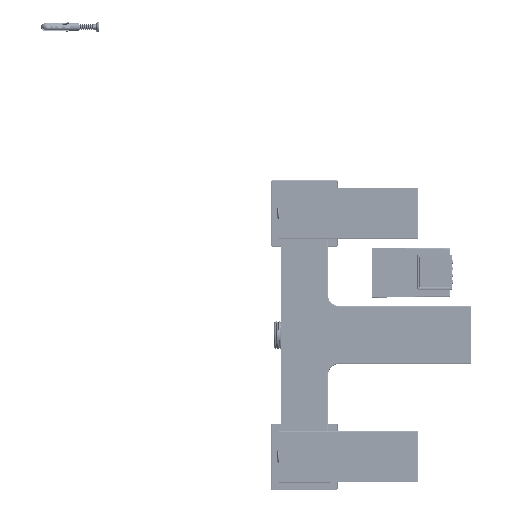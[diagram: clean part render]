
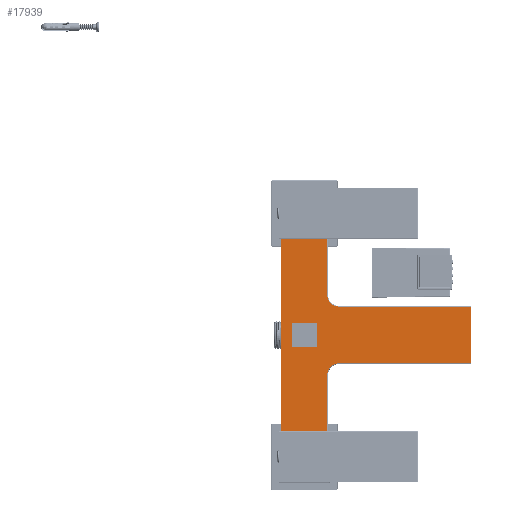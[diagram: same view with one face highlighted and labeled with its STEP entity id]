
A CAD part, top view. The second image highlights one B-rep face of the part: STEP entity #17939.
In plain terms, the highlighted planar face has unit normal (0, 0, 1).
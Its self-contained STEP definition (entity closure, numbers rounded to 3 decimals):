
#1473=PLANE('',#64454);
#4039=LINE('',#104937,#7790);
#4079=LINE('',#105270,#7830);
#4083=LINE('',#105287,#7834);
#4096=LINE('',#105320,#7847);
#4097=LINE('',#105324,#7848);
#4098=LINE('',#105326,#7849);
#4099=LINE('',#105328,#7850);
#4100=LINE('',#105332,#7851);
#7790=VECTOR('',#74340,1.);
#7830=VECTOR('',#74488,1.);
#7834=VECTOR('',#74504,1.);
#7847=VECTOR('',#74529,1.);
#7848=VECTOR('',#74532,1.);
#7849=VECTOR('',#74533,1.);
#7850=VECTOR('',#74534,1.);
#7851=VECTOR('',#74537,1.);
#11691=CIRCLE('',#64451,7.2);
#11692=CIRCLE('',#64452,8.5);
#11693=CIRCLE('',#64453,8.5);
#15133=FACE_BOUND('',#25049,.T.);
#15134=FACE_BOUND('',#25050,.T.);
#17939=ADVANCED_FACE('',(#15133,#15134),#1473,.F.);
#25049=EDGE_LOOP('',(#37242));
#25050=EDGE_LOOP('',(#37243,#37244,#37245,#37246,#37247,#37248,#37249,#37250,
#37251,#37252));
#37242=ORIENTED_EDGE('',*,*,#56883,.T.);
#37243=ORIENTED_EDGE('',*,*,#56780,.T.);
#37244=ORIENTED_EDGE('',*,*,#56869,.T.);
#37245=ORIENTED_EDGE('',*,*,#56884,.T.);
#37246=ORIENTED_EDGE('',*,*,#56885,.T.);
#37247=ORIENTED_EDGE('',*,*,#56886,.T.);
#37248=ORIENTED_EDGE('',*,*,#56887,.T.);
#37249=ORIENTED_EDGE('',*,*,#56888,.T.);
#37250=ORIENTED_EDGE('',*,*,#56889,.T.);
#37251=ORIENTED_EDGE('',*,*,#56890,.T.);
#37252=ORIENTED_EDGE('',*,*,#56860,.F.);
#49811=VERTEX_POINT('',#104935);
#49813=VERTEX_POINT('',#104938);
#49879=VERTEX_POINT('',#105271);
#49885=VERTEX_POINT('',#105286);
#49899=VERTEX_POINT('',#105319);
#49900=VERTEX_POINT('',#105321);
#49901=VERTEX_POINT('',#105323);
#49902=VERTEX_POINT('',#105325);
#49903=VERTEX_POINT('',#105327);
#49904=VERTEX_POINT('',#105329);
#49905=VERTEX_POINT('',#105331);
#56780=EDGE_CURVE('',#49813,#49811,#4039,.T.);
#56860=EDGE_CURVE('',#49813,#49879,#4079,.T.);
#56869=EDGE_CURVE('',#49811,#49885,#4083,.T.);
#56883=EDGE_CURVE('',#49899,#49899,#11691,.T.);
#56884=EDGE_CURVE('',#49885,#49900,#4096,.T.);
#56885=EDGE_CURVE('',#49900,#49901,#11692,.T.);
#56886=EDGE_CURVE('',#49901,#49902,#4097,.T.);
#56887=EDGE_CURVE('',#49902,#49903,#4098,.T.);
#56888=EDGE_CURVE('',#49903,#49904,#4099,.T.);
#56889=EDGE_CURVE('',#49904,#49905,#11693,.T.);
#56890=EDGE_CURVE('',#49905,#49879,#4100,.T.);
#64451=AXIS2_PLACEMENT_3D('',#105318,#74527,#74528);
#64452=AXIS2_PLACEMENT_3D('',#105322,#74530,#74531);
#64453=AXIS2_PLACEMENT_3D('',#105330,#74535,#74536);
#64454=AXIS2_PLACEMENT_3D('',#105333,#74538,#74539);
#74340=DIRECTION('',(0.,-1.,0.));
#74488=DIRECTION('',(1.,0.,0.));
#74504=DIRECTION('',(1.,0.,0.));
#74527=DIRECTION('',(0.,0.,-1.));
#74528=DIRECTION('',(0.,1.,0.));
#74529=DIRECTION('',(0.,1.,0.));
#74530=DIRECTION('',(0.,0.,-1.));
#74531=DIRECTION('',(0.,1.,0.));
#74532=DIRECTION('',(1.,0.,0.));
#74533=DIRECTION('',(0.,1.,0.));
#74534=DIRECTION('',(-1.,0.,0.));
#74535=DIRECTION('',(0.,0.,-1.));
#74536=DIRECTION('',(0.,1.,0.));
#74537=DIRECTION('',(0.,1.,0.));
#74538=DIRECTION('',(0.,0.,-1.));
#74539=DIRECTION('',(0.,1.,0.));
#104935=CARTESIAN_POINT('',(121.933,-161.,106.7));
#104937=CARTESIAN_POINT('',(121.933,-161.,106.7));
#104938=CARTESIAN_POINT('',(121.933,-19.,106.7));
#105270=CARTESIAN_POINT('',(121.433,-19.,106.7));
#105271=CARTESIAN_POINT('',(155.933,-19.,106.7));
#105286=CARTESIAN_POINT('',(155.933,-161.,106.7));
#105287=CARTESIAN_POINT('',(121.433,-161.,106.7));
#105318=CARTESIAN_POINT('',(138.933,-90.,106.7));
#105319=CARTESIAN_POINT('',(138.933,-82.8,106.7));
#105320=CARTESIAN_POINT('',(155.933,-111.5,106.7));
#105321=CARTESIAN_POINT('',(155.933,-119.5,106.7));
#105322=CARTESIAN_POINT('',(164.433,-119.5,106.7));
#105323=CARTESIAN_POINT('',(164.433,-111.,106.7));
#105324=CARTESIAN_POINT('',(121.433,-111.,106.7));
#105325=CARTESIAN_POINT('',(261.933,-111.,106.7));
#105326=CARTESIAN_POINT('',(261.933,-111.5,106.7));
#105327=CARTESIAN_POINT('',(261.933,-69.,106.7));
#105328=CARTESIAN_POINT('',(121.433,-69.,106.7));
#105329=CARTESIAN_POINT('',(164.433,-69.,106.7));
#105330=CARTESIAN_POINT('',(164.433,-60.5,106.7));
#105331=CARTESIAN_POINT('',(155.933,-60.5,106.7));
#105332=CARTESIAN_POINT('',(155.933,-111.5,106.7));
#105333=CARTESIAN_POINT('',(121.433,-111.5,106.7));
